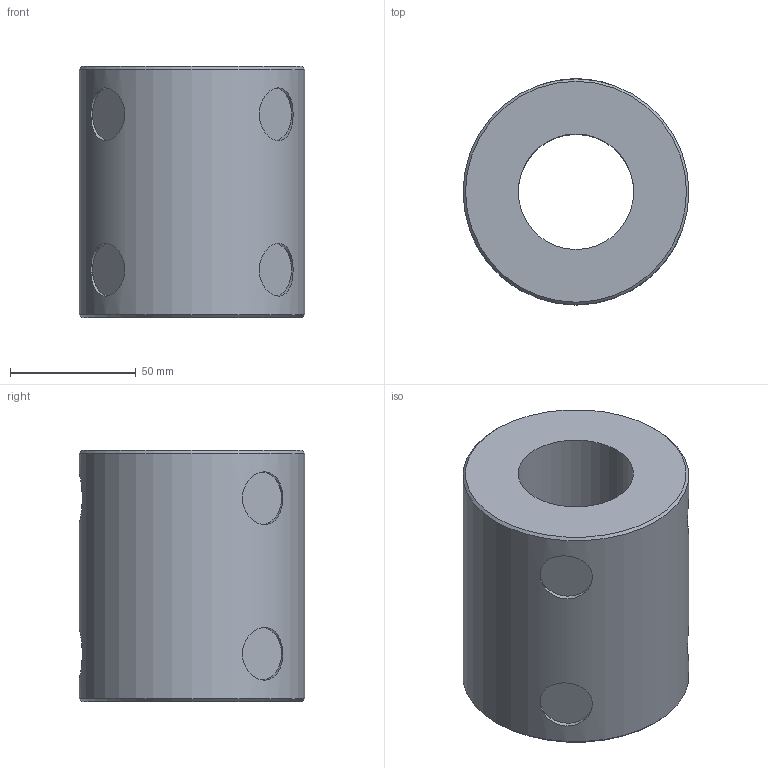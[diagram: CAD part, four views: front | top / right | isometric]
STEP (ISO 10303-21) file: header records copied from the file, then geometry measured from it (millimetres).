
FILE_DESCRIPTION((''),'1');
FILE_NAME('CKN77N-100ALT.stp','2025-04-28T06:35:20',(''),(''),'Spatial Interop R21 SP3','Kubotek KeyCreator 2011 V10.0.2 (22737)',' ');
FILE_SCHEMA(('automotive_design'));
Length unit declared in the file: millimetre
Products named in the file (1): 240[2]
Bounding box: 90 x 90 x 100 mm (x, y, z)
Volume: 466145.8 mm3; surface area: 52353.9 mm2
Topology: 1 solids, 1 shells, 22 faces, 42 edges, 30 vertices
Faces by surface type: cylinder 10, plane 10, cone 2
Full cylindrical faces by diameter (mm): 5 x2, 21 x6, 46 x1, 90 x1
Entity records: 1962 total; most frequent: CARTESIAN_POINT 1123, PRESENTATION_STYLE_ASSIGNMENT 76, COLOUR_RGB 76, DIRECTION 74, ORIENTED_EDGE 60, STYLED_ITEM 53, CURVE_STYLE 53, DRAUGHTING_PRE_DEFINED_CURVE_FONT 53
